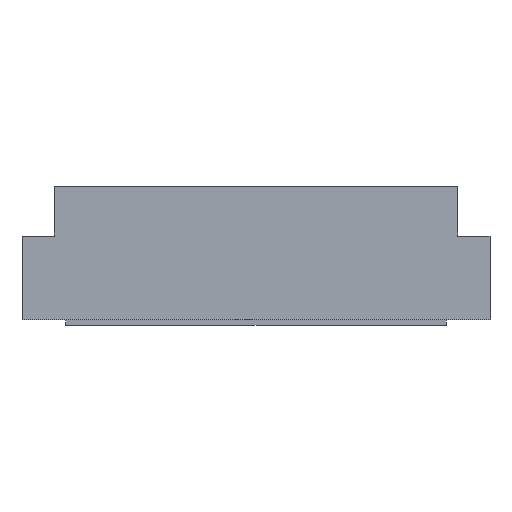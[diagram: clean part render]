
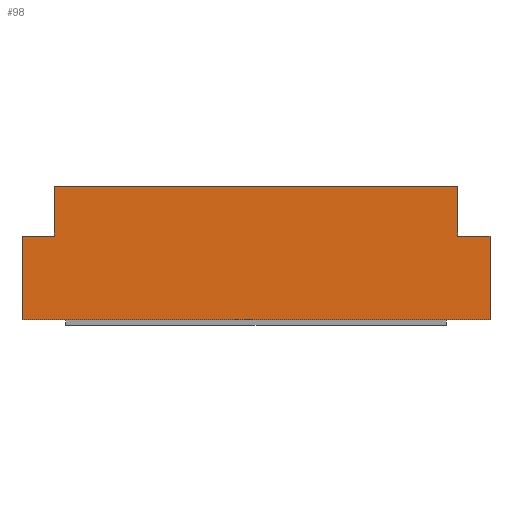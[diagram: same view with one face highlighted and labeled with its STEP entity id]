
A CAD part, top view. The second image highlights one B-rep face of the part: STEP entity #98.
In plain terms, the highlighted planar face has unit normal (0, 0, 1).
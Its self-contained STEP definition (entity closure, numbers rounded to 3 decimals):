
#98=ADVANCED_FACE('',(#197),#198,.T.);
#197=FACE_OUTER_BOUND('',#293,.T.);
#198=PLANE('',#294);
#293=EDGE_LOOP('',(#522,#523,#524,#525,#526,#527,#528,#529));
#294=AXIS2_PLACEMENT_3D('',#530,#531,#532);
#522=ORIENTED_EDGE('',*,*,#633,.F.);
#523=ORIENTED_EDGE('',*,*,#683,.F.);
#524=ORIENTED_EDGE('',*,*,#681,.T.);
#525=ORIENTED_EDGE('',*,*,#673,.T.);
#526=ORIENTED_EDGE('',*,*,#659,.F.);
#527=ORIENTED_EDGE('',*,*,#654,.F.);
#528=ORIENTED_EDGE('',*,*,#668,.F.);
#529=ORIENTED_EDGE('',*,*,#646,.F.);
#530=CARTESIAN_POINT('',(0.0,38.0,6.099));
#531=DIRECTION('',(0.0,0.0,1.0));
#532=DIRECTION('',(1.0,0.0,0.0));
#633=EDGE_CURVE('',#766,#768,#769,.T.);
#646=EDGE_CURVE('',#768,#790,#791,.T.);
#654=EDGE_CURVE('',#803,#805,#806,.T.);
#659=EDGE_CURVE('',#805,#812,#813,.T.);
#668=EDGE_CURVE('',#790,#803,#822,.T.);
#673=EDGE_CURVE('',#827,#812,#828,.T.);
#681=EDGE_CURVE('',#835,#827,#840,.T.);
#683=EDGE_CURVE('',#835,#766,#842,.T.);
#766=VERTEX_POINT('',#956);
#768=VERTEX_POINT('',#959);
#769=LINE('',#960,#961);
#790=VERTEX_POINT('',#991);
#791=LINE('',#992,#993);
#803=VERTEX_POINT('',#1010);
#805=VERTEX_POINT('',#1013);
#806=LINE('',#1014,#1015);
#812=VERTEX_POINT('',#1024);
#813=LINE('',#1025,#1026);
#822=LINE('',#1039,#1040);
#827=VERTEX_POINT('',#1047);
#828=LINE('',#1048,#1049);
#835=VERTEX_POINT('',#1059);
#840=LINE('',#1067,#1068);
#842=LINE('',#1070,#1071);
#956=CARTESIAN_POINT('',(0.0,47.0,6.099));
#959=CARTESIAN_POINT('',(17.0,47.0,6.099));
#960=CARTESIAN_POINT('',(4.25,47.0,6.099));
#961=VECTOR('',#1133,1.0);
#991=CARTESIAN_POINT('',(17.0,73.0,6.099));
#992=CARTESIAN_POINT('',(17.0,49.0,6.099));
#993=VECTOR('',#1143,1.0);
#1010=CARTESIAN_POINT('',(229.0,73.0,6.099));
#1013=CARTESIAN_POINT('',(229.0,47.0,6.099));
#1014=CARTESIAN_POINT('',(229.0,49.0,6.099));
#1015=VECTOR('',#1150,1.0);
#1024=CARTESIAN_POINT('',(246.0,47.0,6.099));
#1025=CARTESIAN_POINT('',(118.75,47.0,6.099));
#1026=VECTOR('',#1154,1.0);
#1039=CARTESIAN_POINT('',(0.0,73.0,6.099));
#1040=VECTOR('',#1159,1.0);
#1047=CARTESIAN_POINT('',(246.0,3.0,6.099));
#1048=CARTESIAN_POINT('',(246.0,3.0,6.099));
#1049=VECTOR('',#1162,1.0);
#1059=CARTESIAN_POINT('',(0.0,3.0,6.099));
#1067=CARTESIAN_POINT('',(0.0,3.0,6.099));
#1068=VECTOR('',#1169,1.0);
#1070=CARTESIAN_POINT('',(0.0,3.0,6.099));
#1071=VECTOR('',#1170,1.0);
#1133=DIRECTION('',(1.0,0.0,0.0));
#1143=DIRECTION('',(0.0,1.0,0.0));
#1150=DIRECTION('',(0.0,-1.0,0.0));
#1154=DIRECTION('',(1.0,0.0,0.0));
#1159=DIRECTION('',(1.0,0.0,0.0));
#1162=DIRECTION('',(0.0,1.0,0.0));
#1169=DIRECTION('',(1.0,0.0,0.0));
#1170=DIRECTION('',(0.0,1.0,0.0));
